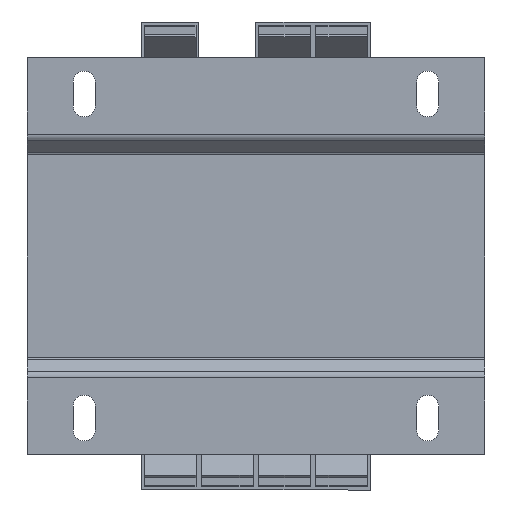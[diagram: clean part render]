
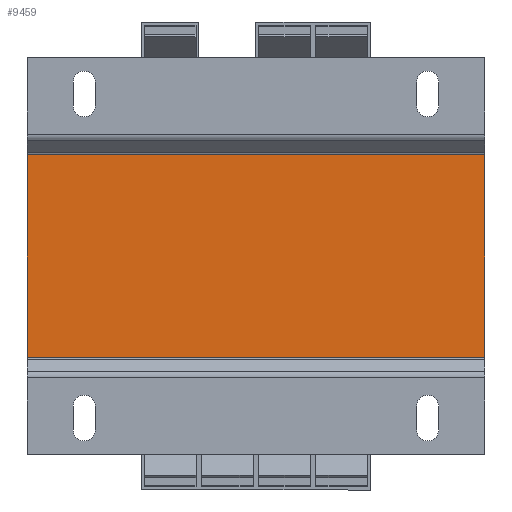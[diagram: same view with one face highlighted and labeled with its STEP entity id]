
A CAD part, front view. The second image highlights one B-rep face of the part: STEP entity #9459.
In plain terms, the highlighted planar face has unit normal (0, -1, 0).
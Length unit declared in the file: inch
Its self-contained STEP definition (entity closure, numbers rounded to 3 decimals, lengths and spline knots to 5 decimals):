
#66 = CARTESIAN_POINT ( 'NONE',  ( 2.3622, -2.02756, 0. ) ) ;
#92 = EDGE_LOOP ( 'NONE', ( #3305, #7651, #2065, #13881 ) ) ;
#980 = VERTEX_POINT ( 'NONE', #11680 ) ;
#1144 = DIRECTION ( 'NONE',  ( 0., 0., -1. ) ) ;
#1768 = DIRECTION ( 'NONE',  ( -1., 0., 0. ) ) ;
#1940 = LINE ( 'NONE', #6377, #9513 ) ;
#2065 = ORIENTED_EDGE ( 'NONE', *, *, #8636, .F. ) ;
#2779 = CARTESIAN_POINT ( 'NONE',  ( 0., -2.02756, 0. ) ) ;
#3305 = ORIENTED_EDGE ( 'NONE', *, *, #8396, .F. ) ;
#3452 = CARTESIAN_POINT ( 'NONE',  ( 0., -2.02756, -1.04331 ) ) ;
#6345 = EDGE_CURVE ( 'NONE', #10386, #8370, #9264, .T. ) ;
#6377 = CARTESIAN_POINT ( 'NONE',  ( 0., -2.02756, 1.04331 ) ) ;
#6633 = VECTOR ( 'NONE', #1144, 39.37008 ) ;
#7172 = VERTEX_POINT ( 'NONE', #8560 ) ;
#7175 = CARTESIAN_POINT ( 'NONE',  ( -2.3622, -2.02756, 0. ) ) ;
#7214 = DIRECTION ( 'NONE',  ( 0., 1., 0. ) ) ;
#7509 = VECTOR ( 'NONE', #1768, 39.37008 ) ;
#7651 = ORIENTED_EDGE ( 'NONE', *, *, #12622, .F. ) ;
#8011 = CARTESIAN_POINT ( 'NONE',  ( 2.3622, -2.02756, -1.04331 ) ) ;
#8266 = LINE ( 'NONE', #7175, #11272 ) ;
#8307 = FACE_OUTER_BOUND ( 'NONE', #92, .T. ) ;
#8370 = VERTEX_POINT ( 'NONE', #10955 ) ;
#8396 = EDGE_CURVE ( 'NONE', #980, #10386, #8781, .T. ) ;
#8560 = CARTESIAN_POINT ( 'NONE',  ( -2.3622, -2.02756, 1.04331 ) ) ;
#8636 = EDGE_CURVE ( 'NONE', #8370, #7172, #8266, .T. ) ;
#8781 = LINE ( 'NONE', #66, #6633 ) ;
#9178 = PLANE ( 'NONE',  #12922 ) ;
#9264 = LINE ( 'NONE', #3452, #7509 ) ;
#9459 = ADVANCED_FACE ( 'NONE', ( #8307 ), #9178, .F. ) ;
#9513 = VECTOR ( 'NONE', #10797, 39.37008 ) ;
#10386 = VERTEX_POINT ( 'NONE', #8011 ) ;
#10521 = DIRECTION ( 'NONE',  ( 0., 0., 1. ) ) ;
#10797 = DIRECTION ( 'NONE',  ( 1., 0., 0. ) ) ;
#10955 = CARTESIAN_POINT ( 'NONE',  ( -2.3622, -2.02756, -1.04331 ) ) ;
#11272 = VECTOR ( 'NONE', #10521, 39.37008 ) ;
#11632 = DIRECTION ( 'NONE',  ( 0., 0., 1. ) ) ;
#11680 = CARTESIAN_POINT ( 'NONE',  ( 2.3622, -2.02756, 1.04331 ) ) ;
#12622 = EDGE_CURVE ( 'NONE', #7172, #980, #1940, .T. ) ;
#12922 = AXIS2_PLACEMENT_3D ( 'NONE', #2779, #7214, #11632 ) ;
#13881 = ORIENTED_EDGE ( 'NONE', *, *, #6345, .F. ) ;
